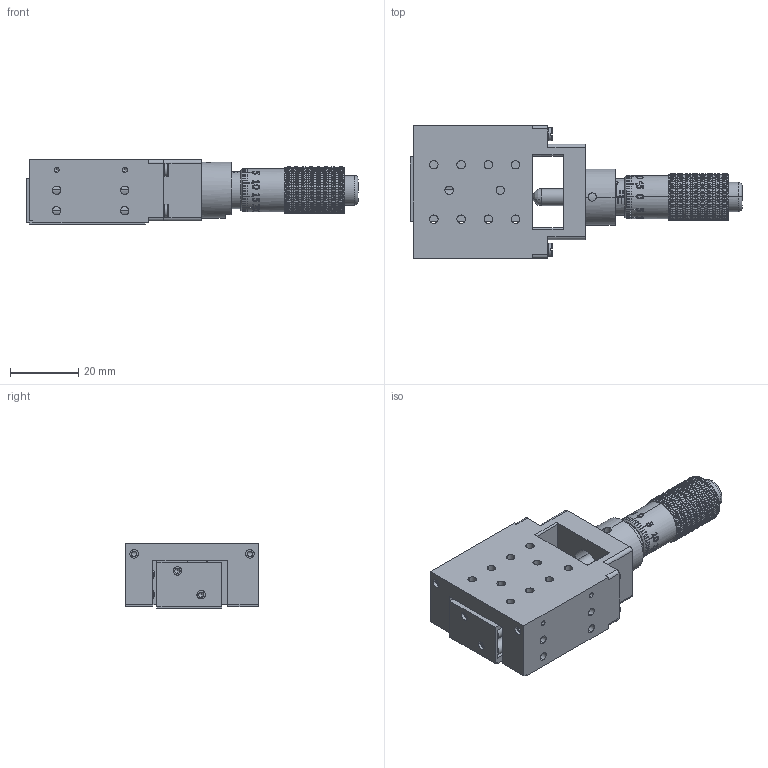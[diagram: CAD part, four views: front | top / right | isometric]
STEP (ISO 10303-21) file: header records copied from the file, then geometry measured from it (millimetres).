
FILE_DESCRIPTION(/* description */ (''),/* implementation_level */ '2;1');
FILE_NAME(/* name */ '02_TSS-K15',/* time_stamp */ '2025-04-15T16:02:19+03:00',/* author */ (''),/* organization */ (''),/* preprocessor_version */ 'ST-DEVELOPER v16.5',/* originating_system */ 'Rhino 7.34',/* authorisation */ '');
FILE_SCHEMA (('AUTOMOTIVE_DESIGN'));
Products named in the file (1): Document
Bounding box: 97.5 x 39 x 19 mm (x, y, z)
Volume: 31609 mm3; surface area: 23304 mm2
Topology: 3 solids, 3 shells, 3562 faces, 11020 edges, 6749 vertices
Faces by surface type: plane 2887, cylinder 345, bspline 330
Entity records: 117813 total; most frequent: CARTESIAN_POINT 47373, ORIENTED_EDGE 21988, EDGE_CURVE 10994, B_SPLINE_CURVE_WITH_KNOTS 9754, VERTEX_POINT 6749, EDGE_LOOP 3717, ADVANCED_FACE 3562, FACE_OUTER_BOUND 3562
